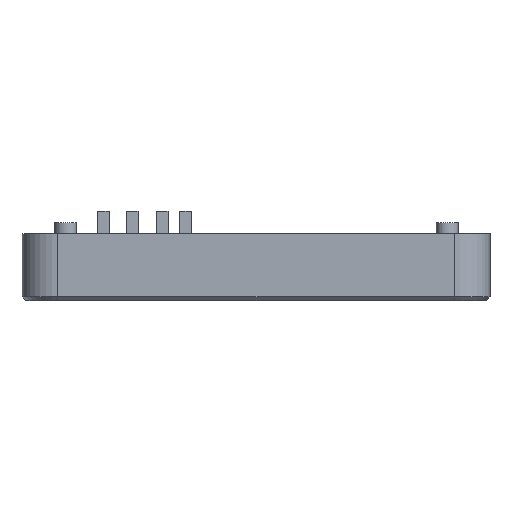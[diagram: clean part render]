
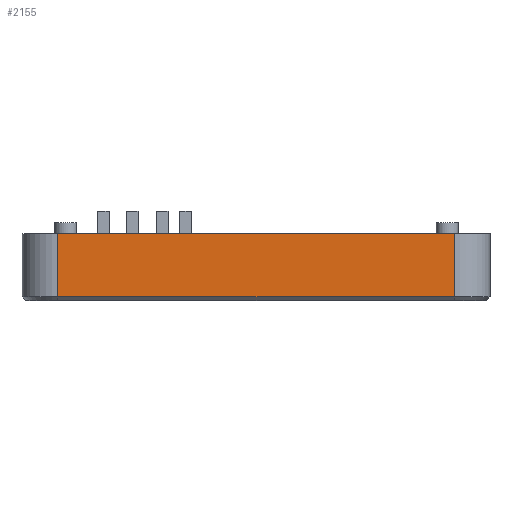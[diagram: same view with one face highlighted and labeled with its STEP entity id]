
A CAD part, left-side view. The second image highlights one B-rep face of the part: STEP entity #2155.
In plain terms, the highlighted planar face has unit normal (-1, 0, 0).
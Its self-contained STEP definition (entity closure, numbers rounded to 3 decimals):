
#257=FACE_OUTER_BOUND('',#391,.T.);
#391=EDGE_LOOP('',(#1935,#1936,#1937,#1938));
#432=LINE('',#3073,#659);
#437=LINE('',#3090,#664);
#550=LINE('',#3416,#777);
#619=LINE('',#3604,#846);
#659=VECTOR('',#2446,10.);
#664=VECTOR('',#2469,10.);
#777=VECTOR('',#2748,10.);
#846=VECTOR('',#2969,10.);
#882=VERTEX_POINT('',#3065);
#884=VERTEX_POINT('',#3071);
#887=VERTEX_POINT('',#3088);
#998=VERTEX_POINT('',#3414);
#1087=EDGE_CURVE('',#884,#882,#432,.T.);
#1097=EDGE_CURVE('',#884,#887,#437,.T.);
#1257=EDGE_CURVE('',#998,#887,#550,.T.);
#1342=EDGE_CURVE('',#882,#998,#619,.T.);
#1935=ORIENTED_EDGE('',*,*,#1087,.F.);
#1936=ORIENTED_EDGE('',*,*,#1097,.T.);
#1937=ORIENTED_EDGE('',*,*,#1257,.F.);
#1938=ORIENTED_EDGE('',*,*,#1342,.F.);
#2035=PLANE('',#2361);
#2155=ADVANCED_FACE('',(#257),#2035,.T.);
#2361=AXIS2_PLACEMENT_3D('',#3603,#2967,#2968);
#2446=DIRECTION('',(0.,1.,0.));
#2469=DIRECTION('',(0.,0.,1.));
#2748=DIRECTION('',(0.,-1.,0.));
#2967=DIRECTION('center_axis',(-1.,0.,0.));
#2968=DIRECTION('ref_axis',(0.,-1.,0.));
#2969=DIRECTION('',(0.,0.,1.));
#3065=CARTESIAN_POINT('',(-2.6,52.9,0.5));
#3071=CARTESIAN_POINT('',(-2.6,2.,0.5));
#3073=CARTESIAN_POINT('',(-2.6,40.175,0.5));
#3088=CARTESIAN_POINT('',(-2.6,2.,8.6));
#3090=CARTESIAN_POINT('',(-2.6,2.,0.));
#3414=CARTESIAN_POINT('',(-2.6,52.9,8.6));
#3416=CARTESIAN_POINT('',(-2.6,52.9,8.6));
#3603=CARTESIAN_POINT('Origin',(-2.6,52.9,0.));
#3604=CARTESIAN_POINT('',(-2.6,52.9,0.));
